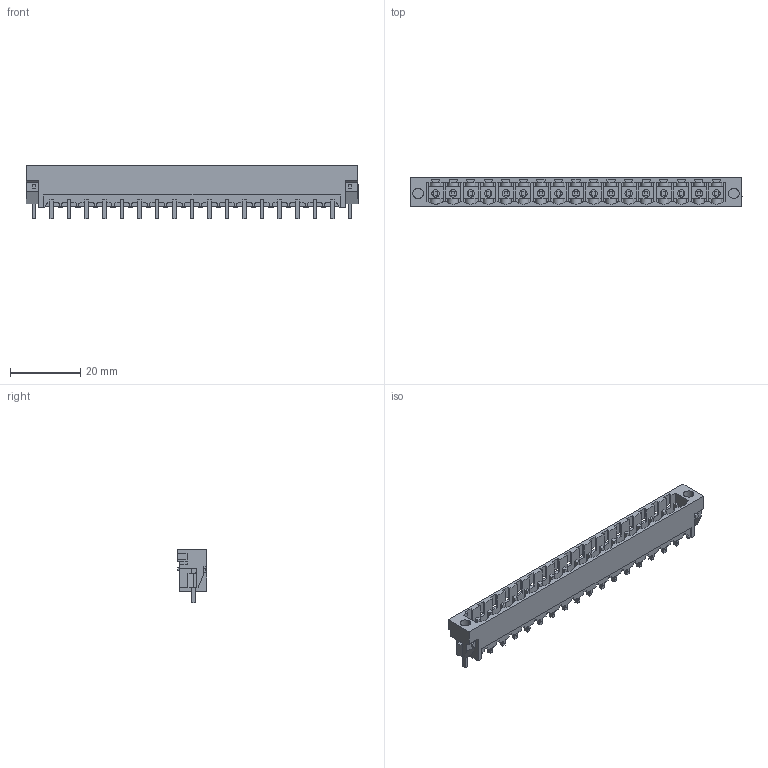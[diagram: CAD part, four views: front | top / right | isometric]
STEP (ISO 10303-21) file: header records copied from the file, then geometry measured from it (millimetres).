
FILE_DESCRIPTION(('CATIA V5 STEP Exchange','CAx-IF Rec.Pracs.--- Model Styling and Organization---1.2---2011-12-15'),'2;1');
FILE_NAME ('D1457171_0_1841540000_1841540000.stp','2018-04-12T04:46:36+00:00',('none'),('Weidmueller'),'CATIA Version 5-6 Release 2014','CATIA V5 STEP AP214','none');
FILE_SCHEMA(('AUTOMOTIVE_DESIGN { 1 0 10303 214 1 1 1 1 }'));
Length unit declared in the file: millimetre
Products named in the file (1): 1841540000
Bounding box: 94.6 x 8.43 x 15.2 mm (x, y, z)
Volume: 3553.5 mm3; surface area: 8231 mm2
Topology: 20 solids, 20 shells, 1152 faces, 3440 edges, 2296 vertices
Faces by surface type: plane 967, cylinder 185
Entity records: 36308 total; most frequent: CARTESIAN_POINT 7411, ORIENTED_EDGE 6880, DIRECTION 4606, EDGE_CURVE 3440, VECTOR 2910, LINE 2910, VERTEX_POINT 2296, EDGE_LOOP 1192
